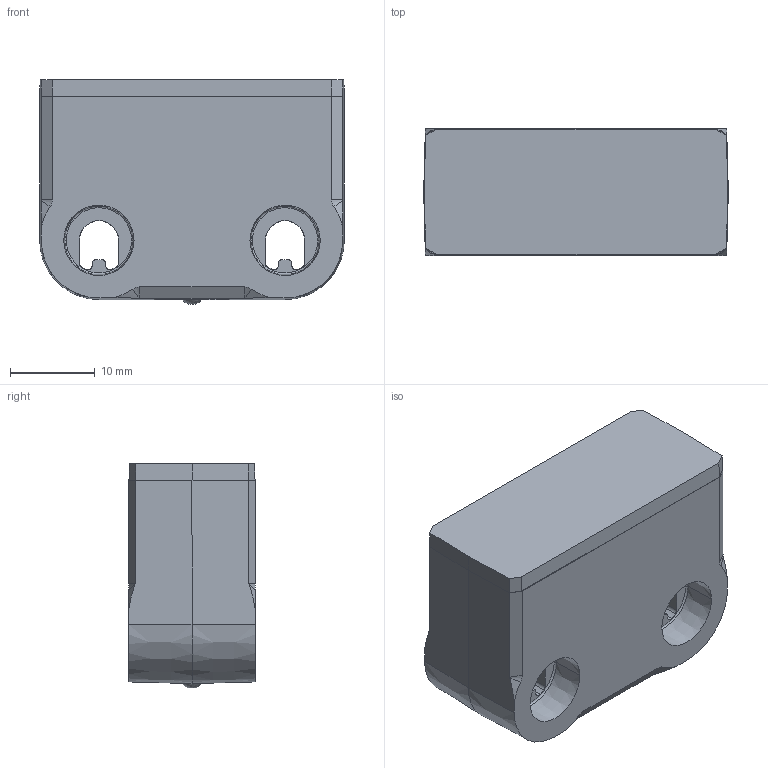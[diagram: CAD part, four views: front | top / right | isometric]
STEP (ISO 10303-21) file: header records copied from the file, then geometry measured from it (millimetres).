
FILE_DESCRIPTION((''),'2;1');
FILE_NAME('209641_ASM','2019-03-28T14:10:25',('pdmadmin'),('BANNER ENGINEERING'),'CREO PARAMETRIC BY PTC INC, 2018300','CREO PARAMETRIC BY PTC INC, 2018300','');
FILE_SCHEMA(('CONFIG_CONTROL_DESIGN'));
Length unit declared in the file: millimetre
Products named in the file (2): SI-RF-A; 209641_ASM
Assembly tree (1 placements, depth 2):
  209641_ASM
    SI-RF-A
Bounding box: 36 x 15 x 26.58 mm (x, y, z)
Volume: 12387.6 mm3; surface area: 4089.2 mm2
Topology: 1 solids, 1 shells, 105 faces, 288 edges, 190 vertices
Faces by surface type: plane 42, cone 32, cylinder 18, torus 8, bspline 4, sphere 1
Entity records: 3701 total; most frequent: CARTESIAN_POINT 1004, ORIENTED_EDGE 576, DIRECTION 522, EDGE_CURVE 288, AXIS2_PLACEMENT_3D 190, VERTEX_POINT 190, VECTOR 142, LINE 142
